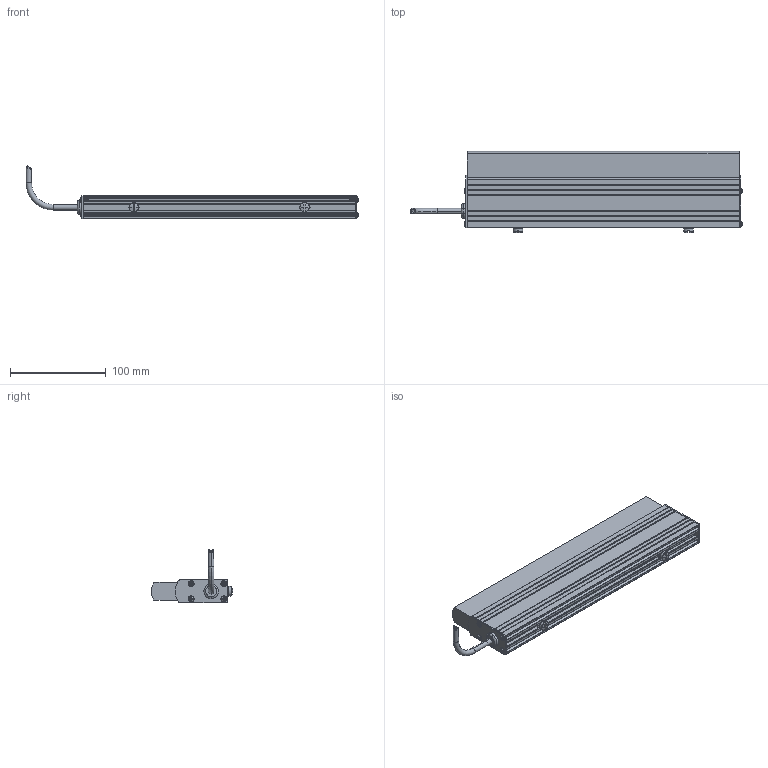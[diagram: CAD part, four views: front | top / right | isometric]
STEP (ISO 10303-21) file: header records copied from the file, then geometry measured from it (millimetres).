
FILE_DESCRIPTION (( 'STEP AP214' ), '1' );
FILE_NAME ('LL163E_LL163E042.stp', '2021-05-24T19:28:49', ( '' ), ( '' ), 'SwSTEP 2.0', 'SolidWorks 2018', '' );
FILE_SCHEMA (( 'AUTOMOTIVE_DESIGN' ));
Length unit declared in the file: inch
Products named in the file (10): CHM6x8_91460A312; 086-02-004; 163-01-008-XXX_163-01-008-042; 092408_TRUNCATED; 086-02-003_Default<As Machined>; LL163E_LL163E042; HN-M6_90592A016; 163-01-006E-XXX_163-01-006E-042; 093145_93701A253; 1157 (no strap)
Assembly tree (18 placements, depth 2):
  LL163E_LL163E042
    163-01-008-XXX_163-01-008-042
    086-02-003_Default<As Machined>
    163-01-006E-XXX_163-01-006E-042
    HN-M6_90592A016  x2
    CHM6x8_91460A312  x2
    086-02-004
    1157 (no strap)
    093145_93701A253  x8
    092408_TRUNCATED
Bounding box: 346.13 x 84.77 x 55.65 mm (x, y, z)
Volume: 320611.4 mm3; surface area: 135859.4 mm2
Topology: 26 solids, 26 shells, 1410 faces, 3724 edges, 2319 vertices
Faces by surface type: cylinder 869, cone 249, plane 193, torus 59, bspline 32, sphere 8
Entity records: 21639 total; most frequent: CARTESIAN_POINT 6653, ORIENTED_EDGE 3072, DIRECTION 2935, EDGE_CURVE 1536, AXIS2_PLACEMENT_3D 1113, VERTEX_POINT 992, LINE 709, VECTOR 709
